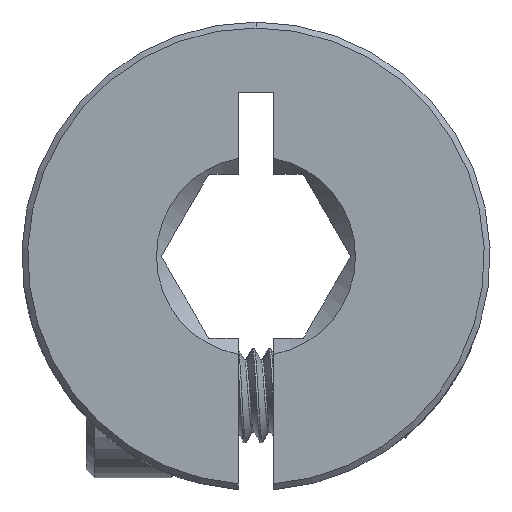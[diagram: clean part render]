
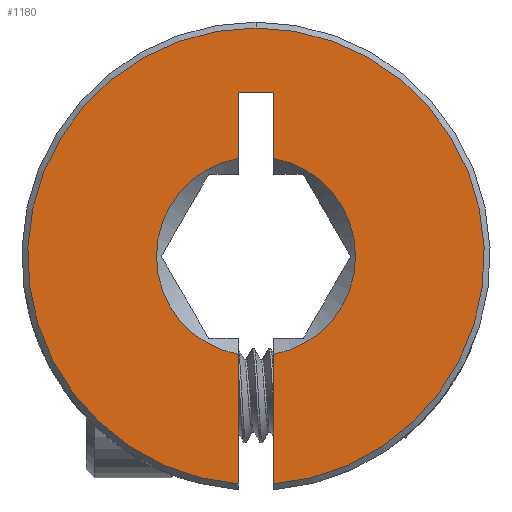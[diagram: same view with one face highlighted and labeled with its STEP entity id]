
A CAD part, front view. The second image highlights one B-rep face of the part: STEP entity #1180.
In plain terms, the highlighted planar face has unit normal (0, -1, 0).
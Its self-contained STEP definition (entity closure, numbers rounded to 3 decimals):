
#171 = CARTESIAN_POINT ( 'NONE',  ( 0., -4.5, 0. ) ) ;
#295 = ORIENTED_EDGE ( 'NONE', *, *, #12326, .T. ) ;
#382 = EDGE_CURVE ( 'NONE', #9130, #15796, #7624, .T. ) ;
#1180 = ADVANCED_FACE ( 'NONE', ( #5446 ), #4364, .F. ) ;
#1615 = DIRECTION ( 'NONE',  ( 0., 1., 0. ) ) ;
#2132 = EDGE_CURVE ( 'NONE', #15796, #14984, #13231, .T. ) ;
#2942 = DIRECTION ( 'NONE',  ( 0., 0., 1. ) ) ;
#2968 = DIRECTION ( 'NONE',  ( 0., 0., 1. ) ) ;
#3312 = CARTESIAN_POINT ( 'NONE',  ( 0.75, -4.5, 7. ) ) ;
#3592 = EDGE_CURVE ( 'NONE', #11877, #6428, #12147, .T. ) ;
#3867 = DIRECTION ( 'NONE',  ( 0., -1., 0. ) ) ;
#4147 = ORIENTED_EDGE ( 'NONE', *, *, #3592, .F. ) ;
#4198 = AXIS2_PLACEMENT_3D ( 'NONE', #12782, #16788, #4554 ) ;
#4364 = PLANE ( 'NONE',  #14092 ) ;
#4554 = DIRECTION ( 'NONE',  ( 0., 0., 1. ) ) ;
#4772 = LINE ( 'NONE', #15899, #8855 ) ;
#4860 = VECTOR ( 'NONE', #13835, 1000. ) ;
#4881 = VERTEX_POINT ( 'NONE', #17680 ) ;
#4989 = DIRECTION ( 'NONE',  ( 1., 0., 0. ) ) ;
#5276 = ORIENTED_EDGE ( 'NONE', *, *, #11414, .T. ) ;
#5390 = LINE ( 'NONE', #11305, #7562 ) ;
#5446 = FACE_OUTER_BOUND ( 'NONE', #17237, .T. ) ;
#5637 = CARTESIAN_POINT ( 'NONE',  ( 0., -4.5, 0. ) ) ;
#5684 = CARTESIAN_POINT ( 'NONE',  ( 0., -4.5, 0. ) ) ;
#5688 = VERTEX_POINT ( 'NONE', #9659 ) ;
#6428 = VERTEX_POINT ( 'NONE', #14832 ) ;
#6590 = VECTOR ( 'NONE', #15130, 1000. ) ;
#6832 = DIRECTION ( 'NONE',  ( 0., 1., 0. ) ) ;
#6907 = CIRCLE ( 'NONE', #14511, 9.75 ) ;
#7562 = VECTOR ( 'NONE', #2968, 1000. ) ;
#7624 = CIRCLE ( 'NONE', #4198, 9.75 ) ;
#8524 = CARTESIAN_POINT ( 'NONE',  ( 0.75, -4.5, -9.721 ) ) ;
#8855 = VECTOR ( 'NONE', #4989, 1000. ) ;
#8870 = AXIS2_PLACEMENT_3D ( 'NONE', #171, #6832, #12403 ) ;
#9130 = VERTEX_POINT ( 'NONE', #11150 ) ;
#9394 = DIRECTION ( 'NONE',  ( 0., 0., 1. ) ) ;
#9659 = CARTESIAN_POINT ( 'NONE',  ( -0.75, -4.5, 4.183 ) ) ;
#9719 = ORIENTED_EDGE ( 'NONE', *, *, #2132, .T. ) ;
#10717 = ORIENTED_EDGE ( 'NONE', *, *, #11385, .T. ) ;
#11114 = CARTESIAN_POINT ( 'NONE',  ( -0.75, -4.5, 0. ) ) ;
#11150 = CARTESIAN_POINT ( 'NONE',  ( 0., -4.5, 9.75 ) ) ;
#11305 = CARTESIAN_POINT ( 'NONE',  ( 0.75, -4.5, 0. ) ) ;
#11385 = EDGE_CURVE ( 'NONE', #5688, #4881, #15048, .T. ) ;
#11414 = EDGE_CURVE ( 'NONE', #11877, #9130, #6907, .T. ) ;
#11849 = EDGE_CURVE ( 'NONE', #14984, #5688, #15717, .T. ) ;
#11877 = VERTEX_POINT ( 'NONE', #8524 ) ;
#11998 = VERTEX_POINT ( 'NONE', #15407 ) ;
#12142 = VERTEX_POINT ( 'NONE', #3312 ) ;
#12147 = LINE ( 'NONE', #16972, #4860 ) ;
#12326 = EDGE_CURVE ( 'NONE', #4881, #12142, #4772, .T. ) ;
#12403 = DIRECTION ( 'NONE',  ( 0., 0., 1. ) ) ;
#12478 = DIRECTION ( 'NONE',  ( 0., 1., 0. ) ) ;
#12632 = ORIENTED_EDGE ( 'NONE', *, *, #15279, .F. ) ;
#12782 = CARTESIAN_POINT ( 'NONE',  ( 0., -4.5, 0. ) ) ;
#13231 = LINE ( 'NONE', #11114, #6590 ) ;
#13251 = CARTESIAN_POINT ( 'NONE',  ( -0.75, -4.5, 0. ) ) ;
#13419 = ORIENTED_EDGE ( 'NONE', *, *, #14797, .T. ) ;
#13653 = CARTESIAN_POINT ( 'NONE',  ( -0.75, -4.5, -4.183 ) ) ;
#13835 = DIRECTION ( 'NONE',  ( 0., 0., 1. ) ) ;
#14092 = AXIS2_PLACEMENT_3D ( 'NONE', #5684, #1615, #16774 ) ;
#14442 = ORIENTED_EDGE ( 'NONE', *, *, #382, .T. ) ;
#14511 = AXIS2_PLACEMENT_3D ( 'NONE', #16228, #3867, #9394 ) ;
#14797 = EDGE_CURVE ( 'NONE', #11998, #6428, #14835, .T. ) ;
#14832 = CARTESIAN_POINT ( 'NONE',  ( 0.75, -4.5, -4.183 ) ) ;
#14835 = CIRCLE ( 'NONE', #8870, 4.25 ) ;
#14984 = VERTEX_POINT ( 'NONE', #13653 ) ;
#15048 = LINE ( 'NONE', #13251, #16775 ) ;
#15130 = DIRECTION ( 'NONE',  ( 0., 0., 1. ) ) ;
#15279 = EDGE_CURVE ( 'NONE', #11998, #12142, #5390, .T. ) ;
#15407 = CARTESIAN_POINT ( 'NONE',  ( 0.75, -4.5, 4.183 ) ) ;
#15717 = CIRCLE ( 'NONE', #16333, 4.25 ) ;
#15796 = VERTEX_POINT ( 'NONE', #17376 ) ;
#15894 = DIRECTION ( 'NONE',  ( 0., 0., 1. ) ) ;
#15899 = CARTESIAN_POINT ( 'NONE',  ( 0., -4.5, 7. ) ) ;
#16228 = CARTESIAN_POINT ( 'NONE',  ( 0., -4.5, 0. ) ) ;
#16333 = AXIS2_PLACEMENT_3D ( 'NONE', #5637, #12478, #2942 ) ;
#16774 = DIRECTION ( 'NONE',  ( 0., 0., 1. ) ) ;
#16775 = VECTOR ( 'NONE', #15894, 1000. ) ;
#16788 = DIRECTION ( 'NONE',  ( 0., -1., 0. ) ) ;
#16972 = CARTESIAN_POINT ( 'NONE',  ( 0.75, -4.5, 0. ) ) ;
#17070 = ORIENTED_EDGE ( 'NONE', *, *, #11849, .T. ) ;
#17237 = EDGE_LOOP ( 'NONE', ( #17070, #10717, #295, #12632, #13419, #4147, #5276, #14442, #9719 ) ) ;
#17376 = CARTESIAN_POINT ( 'NONE',  ( -0.75, -4.5, -9.721 ) ) ;
#17680 = CARTESIAN_POINT ( 'NONE',  ( -0.75, -4.5, 7. ) ) ;
